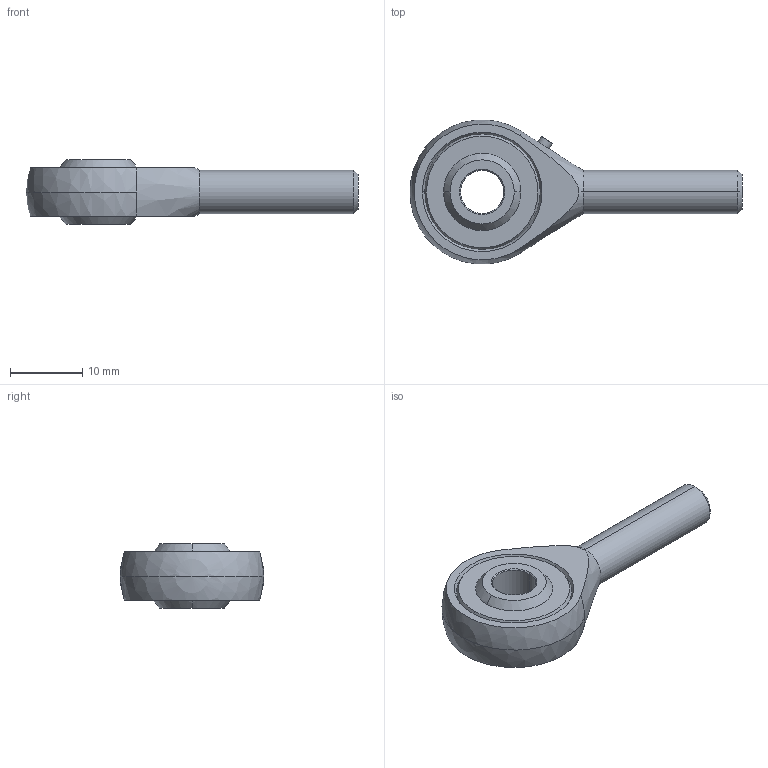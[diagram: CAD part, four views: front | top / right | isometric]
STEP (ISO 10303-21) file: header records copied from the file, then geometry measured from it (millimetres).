
FILE_DESCRIPTION(('STEP AP214'),'1');
FILE_NAME('gas6.stp','2022-07-07T15:43:56',('TraceParts'),('TraceParts S.A.'),'Spatial InterOp 3D',' ',' ');
FILE_SCHEMA(('AUTOMOTIVE_DESIGN { 1 0 10303 214 1 1 1 1 }'));
Length unit declared in the file: millimetre
Products named in the file (1): gas6_1
Bounding box: 46 x 19.95 x 9 mm (x, y, z)
Volume: 2825.3 mm3; surface area: 2290.5 mm2
Topology: 2 solids, 2 shells, 45 faces, 101 edges, 62 vertices
Faces by surface type: cone 16, cylinder 11, plane 10, sphere 8
Entity records: 1834 total; most frequent: CARTESIAN_POINT 413, DIRECTION 244, ORIENTED_EDGE 198, AXIS2_PLACEMENT_3D 109, EDGE_CURVE 99, VERTEX_POINT 62, CIRCLE 62, EDGE_LOOP 55
